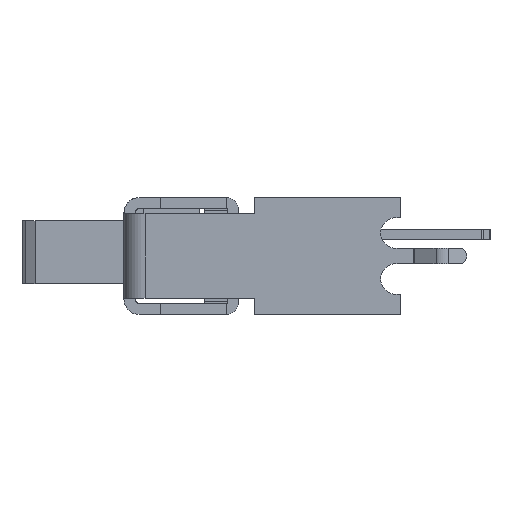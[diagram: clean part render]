
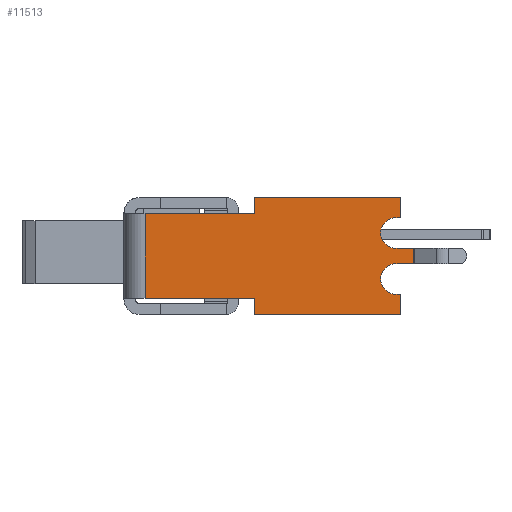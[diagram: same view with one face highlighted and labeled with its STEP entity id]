
A CAD part, left-side view. The second image highlights one B-rep face of the part: STEP entity #11513.
In plain terms, the highlighted planar face has unit normal (-1, 0, 0).
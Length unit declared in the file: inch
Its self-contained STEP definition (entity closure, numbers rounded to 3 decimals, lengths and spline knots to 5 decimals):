
#463=CIRCLE('',#12324,0.0305);
#464=CIRCLE('',#12325,0.0305);
#927=FACE_OUTER_BOUND('',#1455,.T.);
#1455=EDGE_LOOP('',(#9710,#9711,#9712,#9713,#9714,#9715,#9716,#9717,#9718,
#9719,#9720,#9721,#9722,#9723,#9724,#9725));
#2706=LINE('',#18365,#4024);
#2714=LINE('',#18391,#4032);
#2722=LINE('',#18411,#4040);
#2723=LINE('',#18415,#4041);
#2724=LINE('',#18417,#4042);
#2725=LINE('',#18419,#4043);
#2726=LINE('',#18421,#4044);
#2727=LINE('',#18423,#4045);
#2728=LINE('',#18424,#4046);
#2729=LINE('',#18426,#4047);
#2730=LINE('',#18428,#4048);
#2731=LINE('',#18430,#4049);
#2732=LINE('',#18432,#4050);
#2733=LINE('',#18435,#4051);
#4024=VECTOR('',#14991,0.3937);
#4032=VECTOR('',#15011,0.3937);
#4040=VECTOR('',#15031,0.3937);
#4041=VECTOR('',#15034,0.3937);
#4042=VECTOR('',#15035,0.3937);
#4043=VECTOR('',#15036,0.3937);
#4044=VECTOR('',#15037,0.3937);
#4045=VECTOR('',#15038,0.3937);
#4046=VECTOR('',#15039,0.3937);
#4047=VECTOR('',#15040,0.3937);
#4048=VECTOR('',#15041,0.3937);
#4049=VECTOR('',#15042,0.3937);
#4050=VECTOR('',#15043,0.3937);
#4051=VECTOR('',#15046,0.3937);
#5145=VERTEX_POINT('',#18356);
#5148=VERTEX_POINT('',#18363);
#5159=VERTEX_POINT('',#18388);
#5160=VERTEX_POINT('',#18390);
#5166=VERTEX_POINT('',#18410);
#5167=VERTEX_POINT('',#18412);
#5168=VERTEX_POINT('',#18414);
#5169=VERTEX_POINT('',#18416);
#5170=VERTEX_POINT('',#18418);
#5171=VERTEX_POINT('',#18420);
#5172=VERTEX_POINT('',#18422);
#5173=VERTEX_POINT('',#18425);
#5174=VERTEX_POINT('',#18427);
#5175=VERTEX_POINT('',#18429);
#5176=VERTEX_POINT('',#18431);
#5177=VERTEX_POINT('',#18433);
#6705=EDGE_CURVE('',#5145,#5148,#2706,.T.);
#6717=EDGE_CURVE('',#5160,#5159,#2714,.T.);
#6727=EDGE_CURVE('',#5160,#5166,#2722,.T.);
#6728=EDGE_CURVE('',#5167,#5159,#463,.T.);
#6729=EDGE_CURVE('',#5167,#5168,#2723,.T.);
#6730=EDGE_CURVE('',#5168,#5169,#2724,.T.);
#6731=EDGE_CURVE('',#5169,#5170,#2725,.T.);
#6732=EDGE_CURVE('',#5170,#5171,#2726,.T.);
#6733=EDGE_CURVE('',#5171,#5172,#2727,.T.);
#6734=EDGE_CURVE('',#5172,#5145,#2728,.T.);
#6735=EDGE_CURVE('',#5148,#5173,#2729,.T.);
#6736=EDGE_CURVE('',#5173,#5174,#2730,.T.);
#6737=EDGE_CURVE('',#5174,#5175,#2731,.T.);
#6738=EDGE_CURVE('',#5175,#5176,#2732,.T.);
#6739=EDGE_CURVE('',#5177,#5176,#464,.T.);
#6740=EDGE_CURVE('',#5166,#5177,#2733,.T.);
#9710=ORIENTED_EDGE('',*,*,#6727,.F.);
#9711=ORIENTED_EDGE('',*,*,#6717,.T.);
#9712=ORIENTED_EDGE('',*,*,#6728,.F.);
#9713=ORIENTED_EDGE('',*,*,#6729,.T.);
#9714=ORIENTED_EDGE('',*,*,#6730,.T.);
#9715=ORIENTED_EDGE('',*,*,#6731,.T.);
#9716=ORIENTED_EDGE('',*,*,#6732,.T.);
#9717=ORIENTED_EDGE('',*,*,#6733,.T.);
#9718=ORIENTED_EDGE('',*,*,#6734,.T.);
#9719=ORIENTED_EDGE('',*,*,#6705,.T.);
#9720=ORIENTED_EDGE('',*,*,#6735,.T.);
#9721=ORIENTED_EDGE('',*,*,#6736,.T.);
#9722=ORIENTED_EDGE('',*,*,#6737,.T.);
#9723=ORIENTED_EDGE('',*,*,#6738,.T.);
#9724=ORIENTED_EDGE('',*,*,#6739,.F.);
#9725=ORIENTED_EDGE('',*,*,#6740,.F.);
#10514=PLANE('',#12323);
#11513=ADVANCED_FACE('',(#927),#10514,.T.);
#12323=AXIS2_PLACEMENT_3D('',#18409,#15029,#15030);
#12324=AXIS2_PLACEMENT_3D('',#18413,#15032,#15033);
#12325=AXIS2_PLACEMENT_3D('',#18434,#15044,#15045);
#14991=DIRECTION('',(0.,-1.,0.));
#15011=DIRECTION('',(0.,1.,0.));
#15029=DIRECTION('center_axis',(-1.,0.,0.));
#15030=DIRECTION('ref_axis',(0.,0.,1.));
#15031=DIRECTION('',(0.,0.,-1.));
#15032=DIRECTION('center_axis',(-1.,0.,0.));
#15033=DIRECTION('ref_axis',(0.,0.707,0.707));
#15034=DIRECTION('',(0.,-1.,0.));
#15035=DIRECTION('',(0.,0.,1.));
#15036=DIRECTION('',(0.,1.,0.));
#15037=DIRECTION('',(0.,0.,-1.));
#15038=DIRECTION('',(0.,1.,0.));
#15039=DIRECTION('',(0.,0.,-1.));
#15040=DIRECTION('',(0.,0.,-1.));
#15041=DIRECTION('',(0.,-1.,0.));
#15042=DIRECTION('',(0.,0.,1.));
#15043=DIRECTION('',(0.,1.,0.));
#15044=DIRECTION('center_axis',(-1.,0.,0.));
#15045=DIRECTION('ref_axis',(0.,0.707,0.707));
#15046=DIRECTION('',(0.,1.,0.));
#18356=CARTESIAN_POINT('',(-0.67095,0.18819,-0.084));
#18363=CARTESIAN_POINT('',(-0.67095,-0.02881,-0.084));
#18365=CARTESIAN_POINT('',(-0.67095,0.3729,-0.084));
#18388=CARTESIAN_POINT('',(-0.67095,-0.30931,0.015));
#18390=CARTESIAN_POINT('',(-0.67095,-0.34481,0.015));
#18391=CARTESIAN_POINT('',(-0.67095,0.0984,0.015));
#18409=CARTESIAN_POINT('Origin',(-0.67095,0.51561,0.));
#18410=CARTESIAN_POINT('',(-0.67095,-0.34481,-0.015));
#18411=CARTESIAN_POINT('',(-0.67095,-0.34481,0.));
#18412=CARTESIAN_POINT('',(-0.67095,-0.30931,0.076));
#18413=CARTESIAN_POINT('Origin',(-0.67095,-0.30931,0.0455));
#18414=CARTESIAN_POINT('',(-0.67095,-0.31881,0.076));
#18415=CARTESIAN_POINT('',(-0.67095,0.1184,0.076));
#18416=CARTESIAN_POINT('',(-0.67095,-0.31881,0.116));
#18417=CARTESIAN_POINT('',(-0.67095,-0.31881,-0.058));
#18418=CARTESIAN_POINT('',(-0.67095,-0.02881,0.116));
#18419=CARTESIAN_POINT('',(-0.67095,0.34661,0.116));
#18420=CARTESIAN_POINT('',(-0.67095,-0.02881,0.084));
#18421=CARTESIAN_POINT('',(-0.67095,-0.02881,0.058));
#18422=CARTESIAN_POINT('',(-0.67095,0.18819,0.084));
#18423=CARTESIAN_POINT('',(-0.67095,0.2434,0.084));
#18424=CARTESIAN_POINT('',(-0.67095,0.18819,0.));
#18425=CARTESIAN_POINT('',(-0.67095,-0.02881,-0.116));
#18426=CARTESIAN_POINT('',(-0.67095,-0.02881,-0.042));
#18427=CARTESIAN_POINT('',(-0.67095,-0.31881,-0.116));
#18428=CARTESIAN_POINT('',(-0.67095,0.36761,-0.116));
#18429=CARTESIAN_POINT('',(-0.67095,-0.31881,-0.076));
#18430=CARTESIAN_POINT('',(-0.67095,-0.31881,-0.058));
#18431=CARTESIAN_POINT('',(-0.67095,-0.30931,-0.076));
#18432=CARTESIAN_POINT('',(-0.67095,0.0984,-0.076));
#18433=CARTESIAN_POINT('',(-0.67095,-0.30931,-0.015));
#18434=CARTESIAN_POINT('Origin',(-0.67095,-0.30931,-0.0455));
#18435=CARTESIAN_POINT('',(-0.67095,-0.44081,-0.015));
